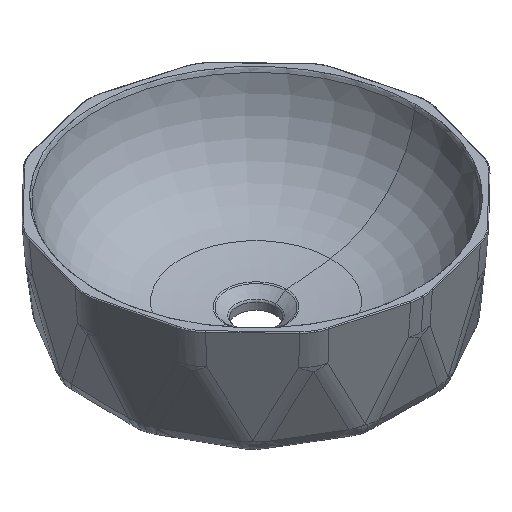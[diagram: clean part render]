
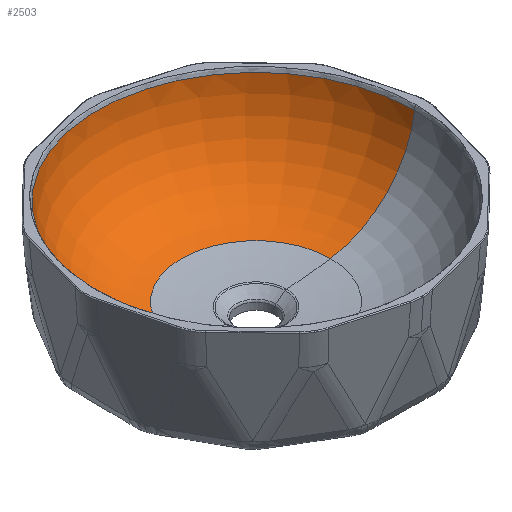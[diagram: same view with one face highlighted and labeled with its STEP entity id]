
A CAD part, isometric view. The second image highlights one B-rep face of the part: STEP entity #2503.
In plain terms, the highlighted toroidal (fillet/blend) face has major radius 72.848 mm and minor radius 120 mm.
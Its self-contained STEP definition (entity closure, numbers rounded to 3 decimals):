
#58 = CARTESIAN_POINT ( 'NONE',  ( 144.681, 126.905, -4.768 ) ) ;
#96 = CARTESIAN_POINT ( 'NONE',  ( -85.103, 172.612, -4.768 ) ) ;
#137 = CARTESIAN_POINT ( 'NONE',  ( 61.878, 182.232, -4.768 ) ) ;
#179 = CARTESIAN_POINT ( 'NONE',  ( -182.232, 61.878, -4.768 ) ) ;
#216 = CARTESIAN_POINT ( 'NONE',  ( -192.04, 12.569, -4.768 ) ) ;
#277 = AXIS2_PLACEMENT_3D ( 'NONE', #1273, #2628, #3762 ) ;
#649 = DIRECTION ( 'NONE',  ( 0., 0., 1. ) ) ;
#654 = CARTESIAN_POINT ( 'NONE',  ( 25.138, 190.802, -4.768 ) ) ;
#779 = EDGE_CURVE ( 'NONE', #1022, #6315, #7970, .T. ) ;
#782 = CARTESIAN_POINT ( 'NONE',  ( 192.04, 0., -4.768 ) ) ;
#819 = ORIENTED_EDGE ( 'NONE', *, *, #779, .F. ) ;
#826 = CARTESIAN_POINT ( 'NONE',  ( 49.793, 185.898, -4.768 ) ) ;
#836 = DIRECTION ( 'NONE',  ( 0., -1., 0. ) ) ;
#1022 = VERTEX_POINT ( 'NONE', #1642 ) ;
#1273 = CARTESIAN_POINT ( 'NONE',  ( -72.848, 0., 9.13 ) ) ;
#1369 = CARTESIAN_POINT ( 'NONE',  ( -126.905, 144.681, -4.768 ) ) ;
#1642 = CARTESIAN_POINT ( 'NONE',  ( -90.363, 0., -109.585 ) ) ;
#1977 = CARTESIAN_POINT ( 'NONE',  ( -96.241, 166.659, -4.768 ) ) ;
#2018 = CARTESIAN_POINT ( 'NONE',  ( 192.04, 12.569, -4.768 ) ) ;
#2069 = ORIENTED_EDGE ( 'NONE', *, *, #3652, .T. ) ;
#2126 = DIRECTION ( 'NONE',  ( 1., 0., 0. ) ) ;
#2289 = B_SPLINE_CURVE_WITH_KNOTS ( 'NONE', 3,
 ( #782, #2018, #3287, #7573, #3206, #6442, #3940, #5091, #58, #5751, #2597, #3857, #5710, #137, #826, #654, #4434, #4474, #4561, #6321, #6968, #96, #1977, #5050, #1369, #2638, #2719, #3330, #5833, #179, #7651, #2555, #216, #5211 ),
 .UNSPECIFIED., .F., .F.,
 ( 4, 2, 2, 2, 2, 2, 2, 2, 2, 2, 2, 2, 2, 2, 2, 2, 4 ),
 ( 0., 0.031, 0.062, 0.094, 0.125, 0.156, 0.187, 0.219, 0.25, 0.281, 0.312, 0.344, 0.375, 0.406, 0.437, 0.469, 0.5 ),
 .UNSPECIFIED. ) ;
#2503 = ADVANCED_FACE ( 'NONE', ( #6132 ), #6441, .F. ) ;
#2555 = CARTESIAN_POINT ( 'NONE',  ( -190.802, 25.138, -4.768 ) ) ;
#2597 = CARTESIAN_POINT ( 'NONE',  ( 117.143, 152.693, -4.768 ) ) ;
#2628 = DIRECTION ( 'NONE',  ( 0., 1., 0. ) ) ;
#2638 = CARTESIAN_POINT ( 'NONE',  ( -144.681, 126.905, -4.768 ) ) ;
#2656 = AXIS2_PLACEMENT_3D ( 'NONE', #3826, #836, #3378 ) ;
#2719 = CARTESIAN_POINT ( 'NONE',  ( -152.693, 117.143, -4.768 ) ) ;
#2732 = EDGE_LOOP ( 'NONE', ( #819, #3498, #3325, #2069 ) ) ;
#2907 = AXIS2_PLACEMENT_3D ( 'NONE', #3060, #6786, #3667 ) ;
#3060 = CARTESIAN_POINT ( 'NONE',  ( 0., 0., 9.13 ) ) ;
#3206 = CARTESIAN_POINT ( 'NONE',  ( 182.232, 61.878, -4.768 ) ) ;
#3225 = CARTESIAN_POINT ( 'NONE',  ( 90.363, 0., -109.585 ) ) ;
#3287 = CARTESIAN_POINT ( 'NONE',  ( 190.802, 25.138, -4.768 ) ) ;
#3304 = EDGE_CURVE ( 'NONE', #7888, #6027, #6181, .T. ) ;
#3325 = ORIENTED_EDGE ( 'NONE', *, *, #3304, .T. ) ;
#3330 = CARTESIAN_POINT ( 'NONE',  ( -166.659, 96.241, -4.768 ) ) ;
#3378 = DIRECTION ( 'NONE',  ( 0., 0., -1. ) ) ;
#3498 = ORIENTED_EDGE ( 'NONE', *, *, #4812, .F. ) ;
#3652 = EDGE_CURVE ( 'NONE', #6027, #6315, #2289, .T. ) ;
#3667 = DIRECTION ( 'NONE',  ( 1., 0., 0. ) ) ;
#3762 = DIRECTION ( 'NONE',  ( -1., 0., 0. ) ) ;
#3826 = CARTESIAN_POINT ( 'NONE',  ( 72.848, 0., 9.13 ) ) ;
#3857 = CARTESIAN_POINT ( 'NONE',  ( 96.241, 166.659, -4.768 ) ) ;
#3940 = CARTESIAN_POINT ( 'NONE',  ( 166.659, 96.241, -4.768 ) ) ;
#4434 = CARTESIAN_POINT ( 'NONE',  ( 12.569, 192.04, -4.768 ) ) ;
#4474 = CARTESIAN_POINT ( 'NONE',  ( -12.569, 192.04, -4.768 ) ) ;
#4561 = CARTESIAN_POINT ( 'NONE',  ( -25.138, 190.802, -4.768 ) ) ;
#4634 = AXIS2_PLACEMENT_3D ( 'NONE', #6267, #649, #2126 ) ;
#4812 = EDGE_CURVE ( 'NONE', #7888, #1022, #6331, .T. ) ;
#5050 = CARTESIAN_POINT ( 'NONE',  ( -117.143, 152.693, -4.768 ) ) ;
#5091 = CARTESIAN_POINT ( 'NONE',  ( 152.693, 117.143, -4.768 ) ) ;
#5211 = CARTESIAN_POINT ( 'NONE',  ( -192.04, 0., -4.768 ) ) ;
#5710 = CARTESIAN_POINT ( 'NONE',  ( 85.103, 172.612, -4.768 ) ) ;
#5751 = CARTESIAN_POINT ( 'NONE',  ( 126.905, 144.681, -4.768 ) ) ;
#5833 = CARTESIAN_POINT ( 'NONE',  ( -172.612, 85.103, -4.768 ) ) ;
#5905 = CARTESIAN_POINT ( 'NONE',  ( 192.04, 0., -4.768 ) ) ;
#6027 = VERTEX_POINT ( 'NONE', #5905 ) ;
#6127 = CARTESIAN_POINT ( 'NONE',  ( -192.04, 0., -4.768 ) ) ;
#6132 = FACE_OUTER_BOUND ( 'NONE', #2732, .T. ) ;
#6181 = CIRCLE ( 'NONE', #2656, 120. ) ;
#6267 = CARTESIAN_POINT ( 'NONE',  ( 0., 0., -109.585 ) ) ;
#6315 = VERTEX_POINT ( 'NONE', #6127 ) ;
#6321 = CARTESIAN_POINT ( 'NONE',  ( -49.793, 185.898, -4.768 ) ) ;
#6331 = CIRCLE ( 'NONE', #4634, 90.363 ) ;
#6441 = TOROIDAL_SURFACE ( 'NONE', #2907, 72.848, 120. ) ;
#6442 = CARTESIAN_POINT ( 'NONE',  ( 172.612, 85.103, -4.768 ) ) ;
#6786 = DIRECTION ( 'NONE',  ( 0., 0., 1. ) ) ;
#6968 = CARTESIAN_POINT ( 'NONE',  ( -61.878, 182.232, -4.768 ) ) ;
#7573 = CARTESIAN_POINT ( 'NONE',  ( 185.898, 49.793, -4.768 ) ) ;
#7651 = CARTESIAN_POINT ( 'NONE',  ( -185.898, 49.793, -4.768 ) ) ;
#7888 = VERTEX_POINT ( 'NONE', #3225 ) ;
#7970 = CIRCLE ( 'NONE', #277, 120. ) ;
